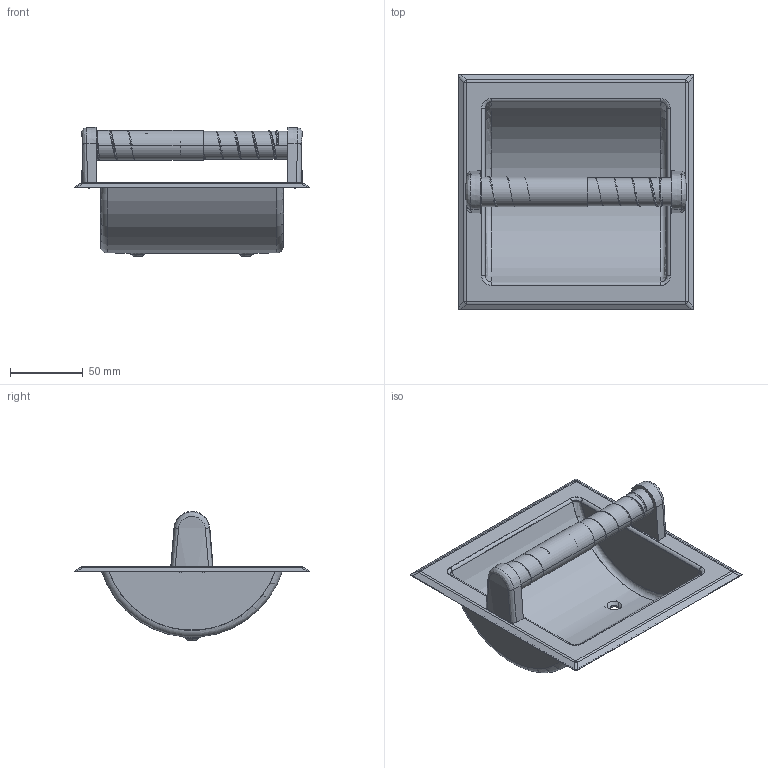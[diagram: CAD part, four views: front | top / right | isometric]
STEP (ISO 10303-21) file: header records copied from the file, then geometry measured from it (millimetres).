
FILE_DESCRIPTION((''),'2;1');
FILE_NAME('10-89_WEB','2011-08-30T',('ravindrashirol'),(''),'PRO/ENGINEER BY PARAMETRIC TECHNOLOGY CORPORATION, 2009300','PRO/ENGINEER BY PARAMETRIC TECHNOLOGY CORPORATION, 2009300','');
FILE_SCHEMA(('CONFIG_CONTROL_DESIGN'));
Length unit declared in the file: inch
Products named in the file (1): 10-89_WEB
Bounding box: 161.54 x 161.54 x 88.74 mm (x, y, z)
Surface area: 96344.2 mm2 (no closed solid volume)
Topology: 0 solids, 11 shells, 184 faces, 463 edges, 292 vertices
Faces by surface type: plane 79, cylinder 44, bspline 39, cone 10, sphere 8, torus 4
Entity records: 11099 total; most frequent: CARTESIAN_POINT 7019, ORIENTED_EDGE 870, DIRECTION 728, EDGE_CURVE 463, VERTEX_POINT 292, AXIS2_PLACEMENT_3D 267, EDGE_LOOP 202, VECTOR 194
